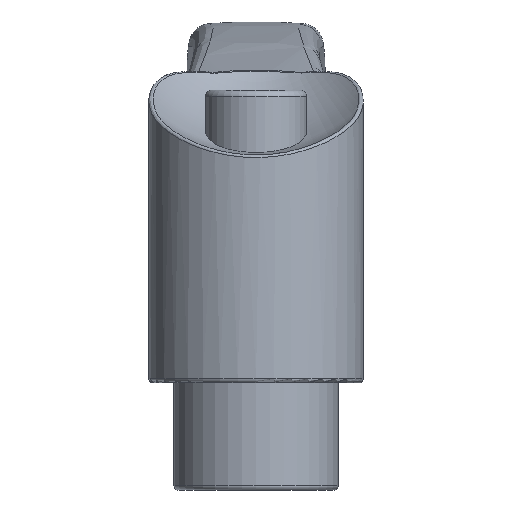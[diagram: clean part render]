
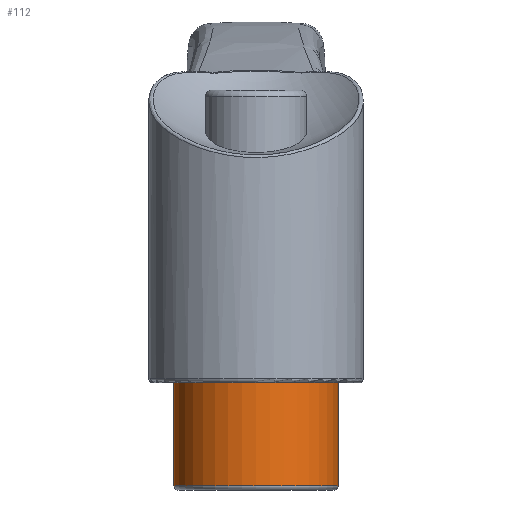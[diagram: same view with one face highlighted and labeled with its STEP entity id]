
A CAD part, left-side view. The second image highlights one B-rep face of the part: STEP entity #112.
In plain terms, the highlighted cylindrical face has radius 6.125 mm (diameter 12.25 mm), a full revolution.
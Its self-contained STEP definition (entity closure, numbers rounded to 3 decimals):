
#112 = ADVANCED_FACE( '', ( #297, #298 ), #299, .T. );
#297 = FACE_OUTER_BOUND( '', #762, .T. );
#298 = FACE_OUTER_BOUND( '', #763, .T. );
#299 = CYLINDRICAL_SURFACE( '', #764, 6.125 );
#762 = EDGE_LOOP( '', ( #7029 ) );
#763 = EDGE_LOOP( '', ( #7030 ) );
#764 = AXIS2_PLACEMENT_3D( '', #7031, #7032, #7033 );
#7029 = ORIENTED_EDGE( '', *, *, #7562, .T. );
#7030 = ORIENTED_EDGE( '', *, *, #7563, .T. );
#7031 = CARTESIAN_POINT( '', ( 0., 0., 3.168 ) );
#7032 = DIRECTION( '', ( 0., 0., -1. ) );
#7033 = DIRECTION( '', ( 1., 0., 0. ) );
#7562 = EDGE_CURVE( '', #7832, #7832, #7833, .F. );
#7563 = EDGE_CURVE( '', #7834, #7834, #7835, .T. );
#7832 = VERTEX_POINT( '', #8324 );
#7833 = CIRCLE( '', #8325, 6.125 );
#7834 = VERTEX_POINT( '', #8326 );
#7835 = CIRCLE( '', #8327, 6.125 );
#8324 = CARTESIAN_POINT( '', ( -6.125, 0., 3.468 ) );
#8325 = AXIS2_PLACEMENT_3D( '', #11459, #11460, #11461 );
#8326 = CARTESIAN_POINT( '', ( 6.125, 0., 11.168 ) );
#8327 = AXIS2_PLACEMENT_3D( '', #11462, #11463, #11464 );
#11459 = CARTESIAN_POINT( '', ( 0., 0., 3.468 ) );
#11460 = DIRECTION( '', ( 0., 0., -1. ) );
#11461 = DIRECTION( '', ( -1., 0., 0. ) );
#11462 = CARTESIAN_POINT( '', ( 0., 0., 11.168 ) );
#11463 = DIRECTION( '', ( 0., 0., -1. ) );
#11464 = DIRECTION( '', ( 1., 0., 0. ) );
